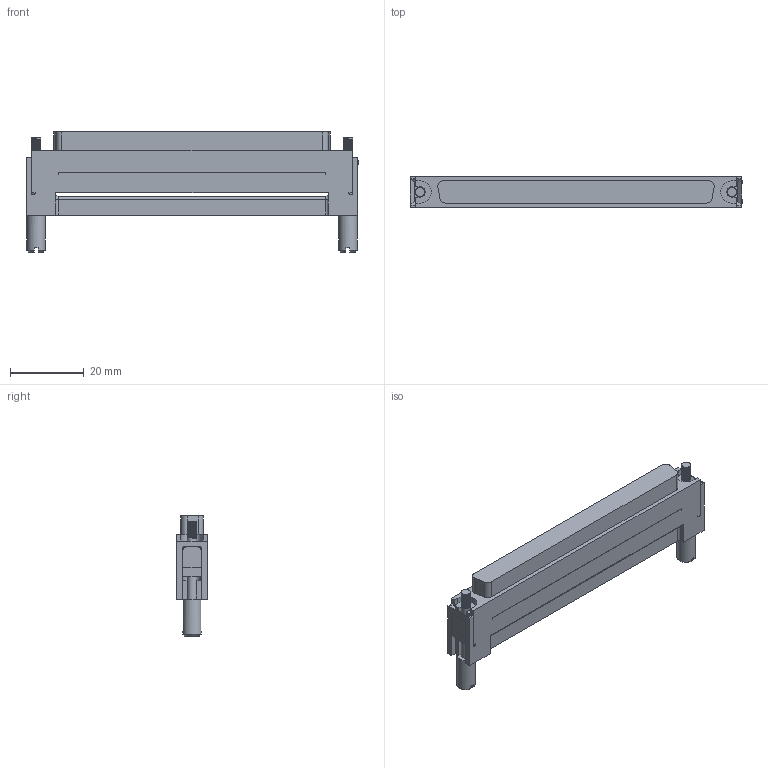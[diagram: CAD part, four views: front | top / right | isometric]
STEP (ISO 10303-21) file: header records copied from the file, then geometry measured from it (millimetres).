
FILE_DESCRIPTION( ('This file contains a STEP AP42 implementation' ,'as created by ZW3D STEP Interface translator.') ,'2;1' );
FILE_NAME( '6341-56FIE28SXT01.stp' ,'231019.103628', (''), ('ZWCAD Software Co.'), 'Version 1.0', 'ZW3D to STEP translator', '' );
FILE_SCHEMA(('AUTOMOTIVE_DESIGN { 1 0 10303 214 1 1 1 1 }'));
Length unit declared in the file: millimetre
Products named in the file (2): 0; 6341-56FIE28SXT01
Bounding box: 89.8 x 8.25 x 32.5 mm (x, y, z)
Volume: 12472 mm3; surface area: 9114.2 mm2
Topology: 1 solids, 3 shells, 1019 faces, 2990 edges, 1960 vertices
Faces by surface type: plane 560, cylinder 309, bspline 138, cone 12
Full cylindrical faces by diameter (mm): 2.6 x26, 2.75 x2, 3.5 x2, 3.6 x2, 5 x2
Entity records: 37223 total; most frequent: CARTESIAN_POINT 9001, ORIENTED_EDGE 5996, DIRECTION 5460, EDGE_CURVE 2990, VERTEX_POINT 1960, VECTOR 1936, LINE 1936, AXIS2_PLACEMENT_3D 1762
